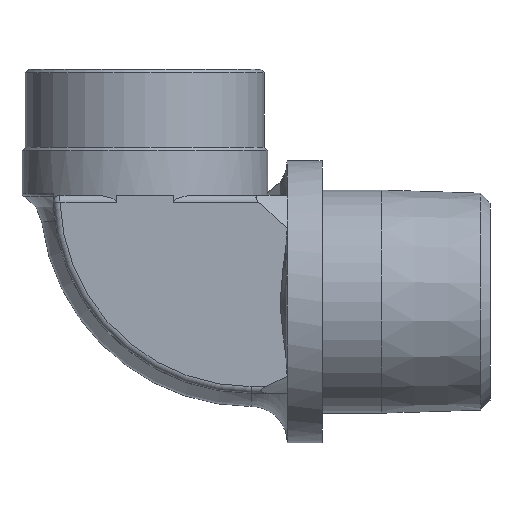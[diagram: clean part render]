
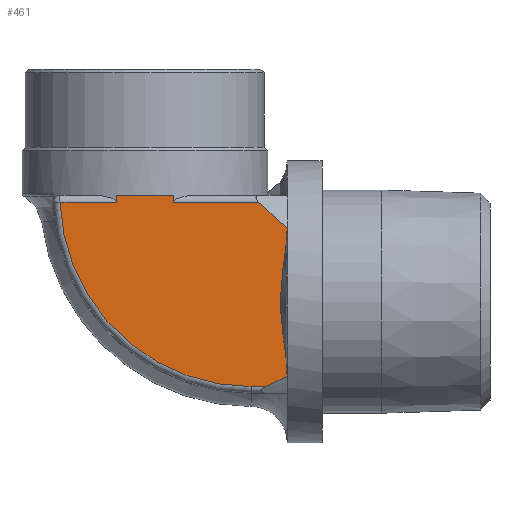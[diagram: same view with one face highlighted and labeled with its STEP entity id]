
A CAD part, front view. The second image highlights one B-rep face of the part: STEP entity #461.
In plain terms, the highlighted planar face has unit normal (0, -1, 0).
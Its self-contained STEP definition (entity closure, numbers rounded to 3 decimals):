
#67 = EDGE_CURVE ( 'NONE', #1833, #1185, #2590, .T. ) ;
#82 = ORIENTED_EDGE ( 'NONE', *, *, #67, .F. ) ;
#97 = CARTESIAN_POINT ( 'NONE',  ( 4.374, -18., -15.837 ) ) ;
#102 = PLANE ( 'NONE',  #950 ) ;
#112 = EDGE_CURVE ( 'NONE', #2086, #2740, #699, .T. ) ;
#120 = LINE ( 'NONE', #397, #2307 ) ;
#154 = CARTESIAN_POINT ( 'NONE',  ( 1.183, -18., -1. ) ) ;
#162 = VERTEX_POINT ( 'NONE', #843 ) ;
#168 = ORIENTED_EDGE ( 'NONE', *, *, #2226, .T. ) ;
#190 = EDGE_CURVE ( 'NONE', #228, #1944, #1790, .T. ) ;
#198 = EDGE_CURVE ( 'NONE', #162, #1667, #120, .T. ) ;
#199 = CARTESIAN_POINT ( 'NONE',  ( 2.215, -18., -28.8 ) ) ;
#225 = CARTESIAN_POINT ( 'NONE',  ( -11.728, -18., -1. ) ) ;
#228 = VERTEX_POINT ( 'NONE', #225 ) ;
#268 = CARTESIAN_POINT ( 'NONE',  ( 5.448, -18., -5.018 ) ) ;
#302 = ORIENTED_EDGE ( 'NONE', *, *, #190, .T. ) ;
#304 = CARTESIAN_POINT ( 'NONE',  ( 4.388, -18., -17.212 ) ) ;
#397 = CARTESIAN_POINT ( 'NONE',  ( -20.272, -18., 0. ) ) ;
#461 = ADVANCED_FACE ( 'NONE', ( #1756 ), #102, .F. ) ;
#478 = ORIENTED_EDGE ( 'NONE', *, *, #112, .T. ) ;
#488 = LINE ( 'NONE', #2545, #2163 ) ;
#498 = CARTESIAN_POINT ( 'NONE',  ( 0., -18., -1. ) ) ;
#528 = B_SPLINE_CURVE_WITH_KNOTS ( 'NONE', 3,
 ( #1282, #2830, #1501, #199 ),
 .UNSPECIFIED., .F., .F.,
 ( 4, 4 ),
 ( 0., 0.004 ),
 .UNSPECIFIED. ) ;
#530 = CARTESIAN_POINT ( 'NONE',  ( 4.653, -18., -19.949 ) ) ;
#559 = DIRECTION ( 'NONE',  ( 0., 1., 0. ) ) ;
#570 = CARTESIAN_POINT ( 'NONE',  ( 0., -18., -1. ) ) ;
#576 = DIRECTION ( 'NONE',  ( -1., 0., 0. ) ) ;
#648 = EDGE_CURVE ( 'NONE', #1667, #1327, #1549, .T. ) ;
#699 = LINE ( 'NONE', #2363, #1269 ) ;
#712 = CARTESIAN_POINT ( 'NONE',  ( 5.433, -18., -5.96 ) ) ;
#722 = CARTESIAN_POINT ( 'NONE',  ( 5.132, -18., -8.79 ) ) ;
#742 = CARTESIAN_POINT ( 'NONE',  ( 5.183, -18., -23.588 ) ) ;
#777 = VERTEX_POINT ( 'NONE', #1637 ) ;
#800 = ORIENTED_EDGE ( 'NONE', *, *, #2261, .F. ) ;
#816 = CARTESIAN_POINT ( 'NONE',  ( -20.272, -18., -1. ) ) ;
#840 = ORIENTED_EDGE ( 'NONE', *, *, #648, .T. ) ;
#843 = CARTESIAN_POINT ( 'NONE',  ( -20.272, -18., 0. ) ) ;
#848 = CARTESIAN_POINT ( 'NONE',  ( 2.215, -18., -28.8 ) ) ;
#907 = CARTESIAN_POINT ( 'NONE',  ( -11.728, -18., 0. ) ) ;
#932 = CARTESIAN_POINT ( 'NONE',  ( 4.718, -18., -11.608 ) ) ;
#945 = CARTESIAN_POINT ( 'NONE',  ( 4.42, -18., -14.439 ) ) ;
#950 = AXIS2_PLACEMENT_3D ( 'NONE', #1866, #559, #2087 ) ;
#955 = CARTESIAN_POINT ( 'NONE',  ( 5.45, -18., -27.239 ) ) ;
#975 = EDGE_CURVE ( 'NONE', #1833, #228, #2369, .T. ) ;
#1017 = VECTOR ( 'NONE', #2028, 1000. ) ;
#1022 = EDGE_CURVE ( 'NONE', #1944, #162, #488, .T. ) ;
#1044 = DIRECTION ( 'NONE',  ( 0., -1., 0. ) ) ;
#1067 = DIRECTION ( 'NONE',  ( 0., 0., 1. ) ) ;
#1175 = CARTESIAN_POINT ( 'NONE',  ( 4.39, -18., -15.148 ) ) ;
#1185 = VERTEX_POINT ( 'NONE', #268 ) ;
#1228 = CIRCLE ( 'NONE', #1330, 28.8 ) ;
#1265 = EDGE_CURVE ( 'NONE', #1185, #777, #2529, .T. ) ;
#1269 = VECTOR ( 'NONE', #1487, 1000. ) ;
#1282 = CARTESIAN_POINT ( 'NONE',  ( 5.45, -18., -27.239 ) ) ;
#1327 = VERTEX_POINT ( 'NONE', #1867 ) ;
#1330 = AXIS2_PLACEMENT_3D ( 'NONE', #2370, #1044, #2589 ) ;
#1347 = VECTOR ( 'NONE', #1067, 1000. ) ;
#1401 = CARTESIAN_POINT ( 'NONE',  ( 4.38, -18., -15.492 ) ) ;
#1457 = CARTESIAN_POINT ( 'NONE',  ( 2.662, -18., -2.277 ) ) ;
#1487 = DIRECTION ( 'NONE',  ( 1., 0., 0. ) ) ;
#1501 = CARTESIAN_POINT ( 'NONE',  ( 3.301, -18., -28.297 ) ) ;
#1549 = LINE ( 'NONE', #498, #1017 ) ;
#1575 = CARTESIAN_POINT ( 'NONE',  ( 4.454, -18., -13.965 ) ) ;
#1593 = CARTESIAN_POINT ( 'NONE',  ( 5.448, -18., -5.018 ) ) ;
#1607 = ORIENTED_EDGE ( 'NONE', *, *, #1022, .T. ) ;
#1619 = CARTESIAN_POINT ( 'NONE',  ( 4.374, -18., -16.066 ) ) ;
#1637 = CARTESIAN_POINT ( 'NONE',  ( 5.45, -18., -27.239 ) ) ;
#1667 = VERTEX_POINT ( 'NONE', #816 ) ;
#1680 = CARTESIAN_POINT ( 'NONE',  ( 5.448, -18., -5.018 ) ) ;
#1717 = VECTOR ( 'NONE', #2320, 1000. ) ;
#1756 = FACE_OUTER_BOUND ( 'NONE', #2525, .T. ) ;
#1790 = LINE ( 'NONE', #2391, #1347 ) ;
#1833 = VERTEX_POINT ( 'NONE', #2192 ) ;
#1835 = CARTESIAN_POINT ( 'NONE',  ( 4.453, -18., -18.125 ) ) ;
#1866 = CARTESIAN_POINT ( 'NONE',  ( 0., -18., 0. ) ) ;
#1867 = CARTESIAN_POINT ( 'NONE',  ( -28.783, -18., -1. ) ) ;
#1944 = VERTEX_POINT ( 'NONE', #907 ) ;
#2028 = DIRECTION ( 'NONE',  ( -1., 0., 0. ) ) ;
#2036 = CARTESIAN_POINT ( 'NONE',  ( 5.353, -18., -6.905 ) ) ;
#2058 = CARTESIAN_POINT ( 'NONE',  ( 4.786, -18., -20.858 ) ) ;
#2086 = VERTEX_POINT ( 'NONE', #2746 ) ;
#2087 = DIRECTION ( 'NONE',  ( 0., 0., 1. ) ) ;
#2148 = ORIENTED_EDGE ( 'NONE', *, *, #975, .T. ) ;
#2163 = VECTOR ( 'NONE', #576, 1000. ) ;
#2187 = ORIENTED_EDGE ( 'NONE', *, *, #198, .T. ) ;
#2192 = CARTESIAN_POINT ( 'NONE',  ( 1.183, -18., -1. ) ) ;
#2226 = EDGE_CURVE ( 'NONE', #1327, #2086, #1228, .T. ) ;
#2255 = CARTESIAN_POINT ( 'NONE',  ( 4.991, -18., -9.729 ) ) ;
#2261 = EDGE_CURVE ( 'NONE', #777, #2740, #528, .T. ) ;
#2281 = CARTESIAN_POINT ( 'NONE',  ( 5.445, -18., -25.408 ) ) ;
#2307 = VECTOR ( 'NONE', #2613, 1000. ) ;
#2320 = DIRECTION ( 'NONE',  ( -1., 0., 0. ) ) ;
#2363 = CARTESIAN_POINT ( 'NONE',  ( 0., -18., -28.8 ) ) ;
#2369 = LINE ( 'NONE', #570, #1717 ) ;
#2370 = CARTESIAN_POINT ( 'NONE',  ( 0., -18., 0. ) ) ;
#2391 = CARTESIAN_POINT ( 'NONE',  ( -11.728, -18., -1. ) ) ;
#2477 = CARTESIAN_POINT ( 'NONE',  ( 4.588, -18., -12.548 ) ) ;
#2494 = CARTESIAN_POINT ( 'NONE',  ( 4.394, -18., -15.033 ) ) ;
#2499 = ORIENTED_EDGE ( 'NONE', *, *, #1265, .F. ) ;
#2525 = EDGE_LOOP ( 'NONE', ( #1607, #2187, #840, #168, #478, #800, #2499, #82, #2148, #302 ) ) ;
#2529 = B_SPLINE_CURVE_WITH_KNOTS ( 'NONE', 3,
 ( #1593, #712, #2036, #722, #2255, #932, #2477, #1575, #945, #2494, #1175, #2714, #1401, #97, #1619, #304, #1835, #530, #2058, #742, #2281, #955 ),
 .UNSPECIFIED., .F., .F.,
 ( 4, 2, 2, 2, 2, 2, 2, 2, 2, 2, 4 ),
 ( 0.078, 0.08, 0.083, 0.086, 0.087, 0.088, 0.088, 0.089, 0.091, 0.094, 0.1 ),
 .UNSPECIFIED. ) ;
#2545 = CARTESIAN_POINT ( 'NONE',  ( -16., -18., 0. ) ) ;
#2560 = CARTESIAN_POINT ( 'NONE',  ( 4.09, -18., -3.608 ) ) ;
#2589 = DIRECTION ( 'NONE',  ( 0., 0., 1. ) ) ;
#2590 = B_SPLINE_CURVE_WITH_KNOTS ( 'NONE', 3,
 ( #154, #1457, #2560, #1680 ),
 .UNSPECIFIED., .F., .F.,
 ( 4, 4 ),
 ( 0.002, 0.007 ),
 .UNSPECIFIED. ) ;
#2613 = DIRECTION ( 'NONE',  ( 0., 0., -1. ) ) ;
#2714 = CARTESIAN_POINT ( 'NONE',  ( 4.383, -18., -15.377 ) ) ;
#2740 = VERTEX_POINT ( 'NONE', #848 ) ;
#2746 = CARTESIAN_POINT ( 'NONE',  ( 0., -18., -28.8 ) ) ;
#2830 = CARTESIAN_POINT ( 'NONE',  ( 4.38, -18., -27.778 ) ) ;
